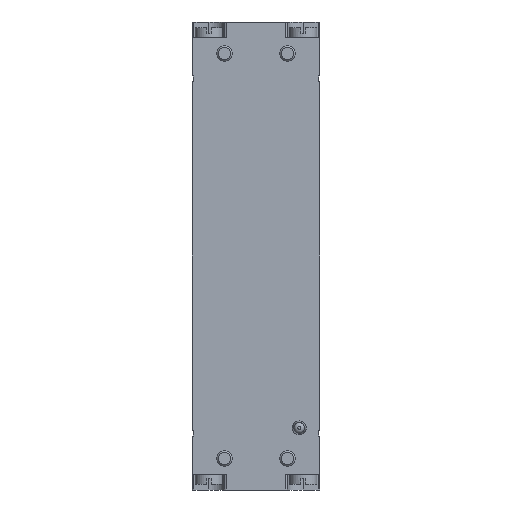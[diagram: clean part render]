
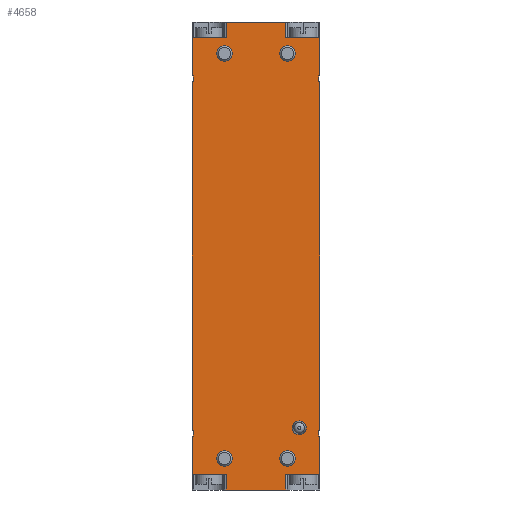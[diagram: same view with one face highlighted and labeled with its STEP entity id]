
A CAD part, front view. The second image highlights one B-rep face of the part: STEP entity #4658.
In plain terms, the highlighted planar face has unit normal (0, -1, 0).
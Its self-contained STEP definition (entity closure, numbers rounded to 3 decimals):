
#154=LINE('',#7144,#588);
#166=LINE('',#7169,#600);
#218=LINE('',#7374,#652);
#221=LINE('',#7396,#655);
#222=LINE('',#7399,#656);
#223=LINE('',#7401,#657);
#224=LINE('',#7402,#658);
#225=LINE('',#7404,#659);
#226=LINE('',#7406,#660);
#227=LINE('',#7408,#661);
#228=LINE('',#7410,#662);
#229=LINE('',#7412,#663);
#230=LINE('',#7413,#664);
#231=LINE('',#7415,#665);
#232=LINE('',#7417,#666);
#233=LINE('',#7419,#667);
#234=LINE('',#7421,#668);
#235=LINE('',#7423,#669);
#236=LINE('',#7425,#670);
#237=LINE('',#7427,#671);
#238=LINE('',#7429,#672);
#239=LINE('',#7431,#673);
#240=LINE('',#7433,#674);
#241=LINE('',#7435,#675);
#242=LINE('',#7437,#676);
#243=LINE('',#7438,#677);
#244=LINE('',#7440,#678);
#245=LINE('',#7442,#679);
#588=VECTOR('',#5613,1000.);
#600=VECTOR('',#5627,1000.);
#652=VECTOR('',#5825,1000.);
#655=VECTOR('',#5846,1000.);
#656=VECTOR('',#5847,1000.);
#657=VECTOR('',#5848,1000.);
#658=VECTOR('',#5849,1000.);
#659=VECTOR('',#5850,1000.);
#660=VECTOR('',#5851,1000.);
#661=VECTOR('',#5852,1000.);
#662=VECTOR('',#5853,1000.);
#663=VECTOR('',#5854,1000.);
#664=VECTOR('',#5855,1000.);
#665=VECTOR('',#5856,1000.);
#666=VECTOR('',#5857,1000.);
#667=VECTOR('',#5858,1000.);
#668=VECTOR('',#5859,1000.);
#669=VECTOR('',#5860,1000.);
#670=VECTOR('',#5861,1000.);
#671=VECTOR('',#5862,1000.);
#672=VECTOR('',#5863,1000.);
#673=VECTOR('',#5864,1000.);
#674=VECTOR('',#5865,1000.);
#675=VECTOR('',#5866,1000.);
#676=VECTOR('',#5867,1000.);
#677=VECTOR('',#5868,1000.);
#678=VECTOR('',#5869,1000.);
#679=VECTOR('',#5870,1000.);
#999=PLANE('',#5048);
#1252=CIRCLE('',#5049,1.75);
#1253=CIRCLE('',#5050,2.);
#1254=CIRCLE('',#5051,2.);
#1255=CIRCLE('',#5052,2.);
#1256=CIRCLE('',#5053,2.);
#1647=ORIENTED_EDGE('',*,*,#2975,.F.);
#1648=ORIENTED_EDGE('',*,*,#2976,.F.);
#1649=ORIENTED_EDGE('',*,*,#2977,.F.);
#1650=ORIENTED_EDGE('',*,*,#2978,.F.);
#1651=ORIENTED_EDGE('',*,*,#2979,.F.);
#1652=ORIENTED_EDGE('',*,*,#2980,.F.);
#1653=ORIENTED_EDGE('',*,*,#2981,.T.);
#1654=ORIENTED_EDGE('',*,*,#2982,.T.);
#1655=ORIENTED_EDGE('',*,*,#2969,.T.);
#1656=ORIENTED_EDGE('',*,*,#2983,.F.);
#1657=ORIENTED_EDGE('',*,*,#2984,.T.);
#1658=ORIENTED_EDGE('',*,*,#2985,.T.);
#1659=ORIENTED_EDGE('',*,*,#2986,.F.);
#1660=ORIENTED_EDGE('',*,*,#2987,.F.);
#1661=ORIENTED_EDGE('',*,*,#2988,.T.);
#1662=ORIENTED_EDGE('',*,*,#2868,.F.);
#1663=ORIENTED_EDGE('',*,*,#2989,.F.);
#1664=ORIENTED_EDGE('',*,*,#2990,.T.);
#1665=ORIENTED_EDGE('',*,*,#2991,.T.);
#1666=ORIENTED_EDGE('',*,*,#2992,.F.);
#1667=ORIENTED_EDGE('',*,*,#2993,.F.);
#1668=ORIENTED_EDGE('',*,*,#2994,.T.);
#1669=ORIENTED_EDGE('',*,*,#2995,.F.);
#1670=ORIENTED_EDGE('',*,*,#2996,.F.);
#1671=ORIENTED_EDGE('',*,*,#2997,.F.);
#1672=ORIENTED_EDGE('',*,*,#2998,.T.);
#1673=ORIENTED_EDGE('',*,*,#2999,.T.);
#1674=ORIENTED_EDGE('',*,*,#3000,.F.);
#1675=ORIENTED_EDGE('',*,*,#3001,.F.);
#1676=ORIENTED_EDGE('',*,*,#2856,.T.);
#1677=ORIENTED_EDGE('',*,*,#3002,.T.);
#1678=ORIENTED_EDGE('',*,*,#3003,.T.);
#1679=ORIENTED_EDGE('',*,*,#3004,.F.);
#2856=EDGE_CURVE('',#3527,#3526,#154,.T.);
#2868=EDGE_CURVE('',#3538,#3539,#166,.T.);
#2969=EDGE_CURVE('',#3619,#3618,#218,.T.);
#2975=EDGE_CURVE('',#3624,#3624,#1252,.F.);
#2976=EDGE_CURVE('',#3625,#3625,#1253,.F.);
#2977=EDGE_CURVE('',#3626,#3626,#1254,.F.);
#2978=EDGE_CURVE('',#3627,#3627,#1255,.F.);
#2979=EDGE_CURVE('',#3628,#3628,#1256,.F.);
#2980=EDGE_CURVE('',#3629,#3630,#221,.T.);
#2981=EDGE_CURVE('',#3629,#3631,#222,.T.);
#2982=EDGE_CURVE('',#3631,#3619,#223,.T.);
#2983=EDGE_CURVE('',#3632,#3618,#224,.T.);
#2984=EDGE_CURVE('',#3632,#3633,#225,.T.);
#2985=EDGE_CURVE('',#3633,#3634,#226,.T.);
#2986=EDGE_CURVE('',#3635,#3634,#227,.T.);
#2987=EDGE_CURVE('',#3636,#3635,#228,.T.);
#2988=EDGE_CURVE('',#3636,#3539,#229,.T.);
#2989=EDGE_CURVE('',#3637,#3538,#230,.T.);
#2990=EDGE_CURVE('',#3637,#3638,#231,.T.);
#2991=EDGE_CURVE('',#3638,#3639,#232,.T.);
#2992=EDGE_CURVE('',#3640,#3639,#233,.T.);
#2993=EDGE_CURVE('',#3641,#3640,#234,.T.);
#2994=EDGE_CURVE('',#3641,#3642,#235,.T.);
#2995=EDGE_CURVE('',#3643,#3642,#236,.T.);
#2996=EDGE_CURVE('',#3644,#3643,#237,.T.);
#2997=EDGE_CURVE('',#3645,#3644,#238,.T.);
#2998=EDGE_CURVE('',#3645,#3646,#239,.T.);
#2999=EDGE_CURVE('',#3646,#3647,#240,.T.);
#3000=EDGE_CURVE('',#3648,#3647,#241,.T.);
#3001=EDGE_CURVE('',#3527,#3648,#242,.T.);
#3002=EDGE_CURVE('',#3526,#3649,#243,.T.);
#3003=EDGE_CURVE('',#3649,#3650,#244,.T.);
#3004=EDGE_CURVE('',#3630,#3650,#245,.T.);
#3526=VERTEX_POINT('',#7143);
#3527=VERTEX_POINT('',#7145);
#3538=VERTEX_POINT('',#7168);
#3539=VERTEX_POINT('',#7170);
#3618=VERTEX_POINT('',#7373);
#3619=VERTEX_POINT('',#7375);
#3624=VERTEX_POINT('',#7387);
#3625=VERTEX_POINT('',#7389);
#3626=VERTEX_POINT('',#7391);
#3627=VERTEX_POINT('',#7393);
#3628=VERTEX_POINT('',#7395);
#3629=VERTEX_POINT('',#7397);
#3630=VERTEX_POINT('',#7398);
#3631=VERTEX_POINT('',#7400);
#3632=VERTEX_POINT('',#7403);
#3633=VERTEX_POINT('',#7405);
#3634=VERTEX_POINT('',#7407);
#3635=VERTEX_POINT('',#7409);
#3636=VERTEX_POINT('',#7411);
#3637=VERTEX_POINT('',#7414);
#3638=VERTEX_POINT('',#7416);
#3639=VERTEX_POINT('',#7418);
#3640=VERTEX_POINT('',#7420);
#3641=VERTEX_POINT('',#7422);
#3642=VERTEX_POINT('',#7424);
#3643=VERTEX_POINT('',#7426);
#3644=VERTEX_POINT('',#7428);
#3645=VERTEX_POINT('',#7430);
#3646=VERTEX_POINT('',#7432);
#3647=VERTEX_POINT('',#7434);
#3648=VERTEX_POINT('',#7436);
#3649=VERTEX_POINT('',#7439);
#3650=VERTEX_POINT('',#7441);
#3959=EDGE_LOOP('',(#1647));
#3960=EDGE_LOOP('',(#1648));
#3961=EDGE_LOOP('',(#1649));
#3962=EDGE_LOOP('',(#1650));
#3963=EDGE_LOOP('',(#1651));
#3964=EDGE_LOOP('',(#1652,#1653,#1654,#1655,#1656,#1657,#1658,#1659,#1660,
#1661,#1662,#1663,#1664,#1665,#1666,#1667,#1668,#1669,#1670,#1671,#1672,
#1673,#1674,#1675,#1676,#1677,#1678,#1679));
#4305=FACE_BOUND('',#3959,.T.);
#4306=FACE_BOUND('',#3960,.T.);
#4307=FACE_BOUND('',#3961,.T.);
#4308=FACE_BOUND('',#3962,.T.);
#4309=FACE_BOUND('',#3963,.T.);
#4310=FACE_BOUND('',#3964,.T.);
#4658=ADVANCED_FACE('',(#4305,#4306,#4307,#4308,#4309,#4310),#999,.F.);
#5048=AXIS2_PLACEMENT_3D('',#7385,#5834,#5835);
#5049=AXIS2_PLACEMENT_3D('',#7386,#5836,#5837);
#5050=AXIS2_PLACEMENT_3D('',#7388,#5838,#5839);
#5051=AXIS2_PLACEMENT_3D('',#7390,#5840,#5841);
#5052=AXIS2_PLACEMENT_3D('',#7392,#5842,#5843);
#5053=AXIS2_PLACEMENT_3D('',#7394,#5844,#5845);
#5613=DIRECTION('',(0.,0.,-1.));
#5627=DIRECTION('',(0.,0.,-1.));
#5825=DIRECTION('',(1.,0.,0.));
#5834=DIRECTION('',(0.,1.,0.));
#5835=DIRECTION('',(0.,0.,1.));
#5836=DIRECTION('',(0.,1.,0.));
#5837=DIRECTION('',(0.,0.,1.));
#5838=DIRECTION('',(0.,1.,0.));
#5839=DIRECTION('',(0.,0.,1.));
#5840=DIRECTION('',(0.,1.,0.));
#5841=DIRECTION('',(0.,0.,1.));
#5842=DIRECTION('',(0.,1.,0.));
#5843=DIRECTION('',(0.,0.,1.));
#5844=DIRECTION('',(0.,1.,0.));
#5845=DIRECTION('',(0.,0.,1.));
#5846=DIRECTION('',(0.,0.,1.));
#5847=DIRECTION('',(1.,0.,0.));
#5848=DIRECTION('',(0.,0.,-1.));
#5849=DIRECTION('',(0.,0.,-1.));
#5850=DIRECTION('',(1.,0.,0.));
#5851=DIRECTION('',(0.,0.,1.));
#5852=DIRECTION('',(1.,0.,0.));
#5853=DIRECTION('',(0.,0.,-1.));
#5854=DIRECTION('',(1.,0.,0.));
#5855=DIRECTION('',(1.,0.,0.));
#5856=DIRECTION('',(0.,0.,1.));
#5857=DIRECTION('',(1.,0.,0.));
#5858=DIRECTION('',(0.,0.,-1.));
#5859=DIRECTION('',(1.,0.,0.));
#5860=DIRECTION('',(0.,0.,1.));
#5861=DIRECTION('',(1.,0.,0.));
#5862=DIRECTION('',(0.,0.,1.));
#5863=DIRECTION('',(1.,0.,0.));
#5864=DIRECTION('',(0.,0.,-1.));
#5865=DIRECTION('',(1.,0.,0.));
#5866=DIRECTION('',(0.,0.,1.));
#5867=DIRECTION('',(1.,0.,0.));
#5868=DIRECTION('',(1.,0.,0.));
#5869=DIRECTION('',(0.,0.,-1.));
#5870=DIRECTION('',(1.,0.,0.));
#7143=CARTESIAN_POINT('',(-16.2,0.,-44.3));
#7144=CARTESIAN_POINT('',(-16.2,0.,45.8));
#7145=CARTESIAN_POINT('',(-16.2,0.,44.3));
#7168=CARTESIAN_POINT('',(16.2,0.,44.3));
#7169=CARTESIAN_POINT('',(16.2,0.,45.8));
#7170=CARTESIAN_POINT('',(16.2,0.,-44.3));
#7373=CARTESIAN_POINT('',(7.6,0.,-59.5));
#7374=CARTESIAN_POINT('',(-16.2,0.,-59.5));
#7375=CARTESIAN_POINT('',(-7.6,0.,-59.5));
#7385=CARTESIAN_POINT('',(-16.2,0.,45.8));
#7386=CARTESIAN_POINT('',(11.,0.,-43.7));
#7387=CARTESIAN_POINT('',(11.,0.,-41.95));
#7388=CARTESIAN_POINT('',(8.,0.,-51.5));
#7389=CARTESIAN_POINT('',(8.,0.,-49.5));
#7390=CARTESIAN_POINT('',(-8.,0.,-51.5));
#7391=CARTESIAN_POINT('',(-8.,0.,-49.5));
#7392=CARTESIAN_POINT('',(-8.,0.,51.5));
#7393=CARTESIAN_POINT('',(-8.,0.,53.5));
#7394=CARTESIAN_POINT('',(8.,0.,51.5));
#7395=CARTESIAN_POINT('',(8.,0.,53.5));
#7396=CARTESIAN_POINT('',(-16.2,0.,-59.5));
#7397=CARTESIAN_POINT('',(-16.2,0.,-55.5));
#7398=CARTESIAN_POINT('',(-16.2,0.,-45.8));
#7399=CARTESIAN_POINT('',(-16.2,0.,-55.5));
#7400=CARTESIAN_POINT('',(-7.6,0.,-55.5));
#7401=CARTESIAN_POINT('',(-7.6,0.,-55.5));
#7402=CARTESIAN_POINT('',(7.6,0.,-55.5));
#7403=CARTESIAN_POINT('',(7.6,0.,-55.5));
#7404=CARTESIAN_POINT('',(-16.2,0.,-55.5));
#7405=CARTESIAN_POINT('',(16.2,0.,-55.5));
#7406=CARTESIAN_POINT('',(16.2,0.,-59.5));
#7407=CARTESIAN_POINT('',(16.2,0.,-45.8));
#7408=CARTESIAN_POINT('',(-16.2,0.,-45.8));
#7409=CARTESIAN_POINT('',(16.,0.,-45.8));
#7410=CARTESIAN_POINT('',(16.,0.,-44.3));
#7411=CARTESIAN_POINT('',(16.,0.,-44.3));
#7412=CARTESIAN_POINT('',(-16.2,0.,-44.3));
#7413=CARTESIAN_POINT('',(-16.2,0.,44.3));
#7414=CARTESIAN_POINT('',(16.,0.,44.3));
#7415=CARTESIAN_POINT('',(16.,0.,44.3));
#7416=CARTESIAN_POINT('',(16.,0.,45.8));
#7417=CARTESIAN_POINT('',(-16.2,0.,45.8));
#7418=CARTESIAN_POINT('',(16.2,0.,45.8));
#7419=CARTESIAN_POINT('',(16.2,0.,59.5));
#7420=CARTESIAN_POINT('',(16.2,0.,55.5));
#7421=CARTESIAN_POINT('',(-16.2,0.,55.5));
#7422=CARTESIAN_POINT('',(7.6,0.,55.5));
#7423=CARTESIAN_POINT('',(7.6,0.,55.5));
#7424=CARTESIAN_POINT('',(7.6,0.,59.5));
#7425=CARTESIAN_POINT('',(-16.2,0.,59.5));
#7426=CARTESIAN_POINT('',(-7.6,0.,59.5));
#7427=CARTESIAN_POINT('',(-7.6,0.,55.5));
#7428=CARTESIAN_POINT('',(-7.6,0.,55.5));
#7429=CARTESIAN_POINT('',(-16.2,0.,55.5));
#7430=CARTESIAN_POINT('',(-16.2,0.,55.5));
#7431=CARTESIAN_POINT('',(-16.2,0.,59.5));
#7432=CARTESIAN_POINT('',(-16.2,0.,45.8));
#7433=CARTESIAN_POINT('',(-16.2,0.,45.8));
#7434=CARTESIAN_POINT('',(-16.,0.,45.8));
#7435=CARTESIAN_POINT('',(-16.,0.,44.3));
#7436=CARTESIAN_POINT('',(-16.,0.,44.3));
#7437=CARTESIAN_POINT('',(-16.2,0.,44.3));
#7438=CARTESIAN_POINT('',(-16.2,0.,-44.3));
#7439=CARTESIAN_POINT('',(-16.,0.,-44.3));
#7440=CARTESIAN_POINT('',(-16.,0.,-44.3));
#7441=CARTESIAN_POINT('',(-16.,0.,-45.8));
#7442=CARTESIAN_POINT('',(-16.2,0.,-45.8));
